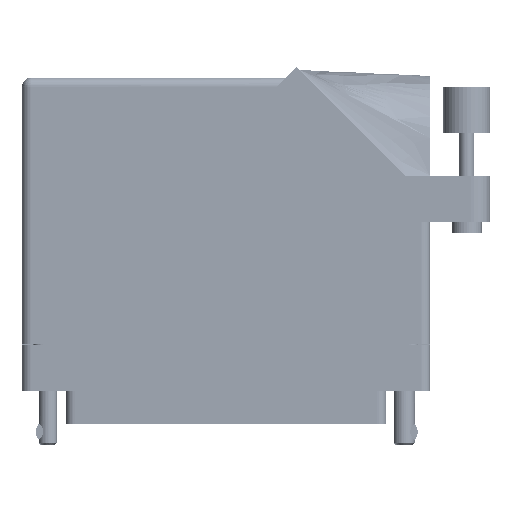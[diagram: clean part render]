
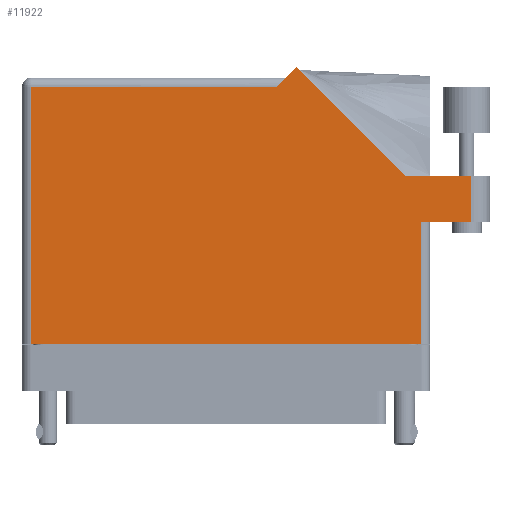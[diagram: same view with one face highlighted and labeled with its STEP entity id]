
A CAD part, front view. The second image highlights one B-rep face of the part: STEP entity #11922.
In plain terms, the highlighted face is planar.
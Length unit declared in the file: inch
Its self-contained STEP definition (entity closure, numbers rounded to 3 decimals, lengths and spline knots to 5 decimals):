
#162 = ORIENTED_EDGE ( 'NONE', *, *, #56105, .T. ) ;
#165 = VERTEX_POINT ( 'NONE', #82439 ) ;
#972 = EDGE_CURVE ( 'NONE', #76932, #165, #64054, .T. ) ;
#3366 = EDGE_CURVE ( 'NONE', #23159, #75326, #45581, .T. ) ;
#3556 = VECTOR ( 'NONE', #34549, 39.37008 ) ;
#4034 = CARTESIAN_POINT ( 'NONE',  ( -1.297, 1.613, 0.617 ) ) ;
#5466 = ORIENTED_EDGE ( 'NONE', *, *, #3366, .T. ) ;
#7377 = ORIENTED_EDGE ( 'NONE', *, *, #57239, .T. ) ;
#11574 = VECTOR ( 'NONE', #51544, 39.37008 ) ;
#11922 = ADVANCED_FACE ( 'NONE', ( #32847 ), #39650, .F. ) ;
#12539 = CARTESIAN_POINT ( 'NONE',  ( 1.634, 0.715, 0.617 ) ) ;
#12646 = DIRECTION ( 'NONE',  ( -0.707, 0.707, 0. ) ) ;
#12844 = DIRECTION ( 'NONE',  ( 1., 0., 0. ) ) ;
#13308 = CARTESIAN_POINT ( 'NONE',  ( -1.359, 1.675, 0.617 ) ) ;
#15896 = VERTEX_POINT ( 'NONE', #4034 ) ;
#16206 = EDGE_CURVE ( 'NONE', #45829, #38817, #21411, .T. ) ;
#16399 = ORIENTED_EDGE ( 'NONE', *, *, #16206, .T. ) ;
#21411 = LINE ( 'NONE', #66878, #3556 ) ;
#21758 = LINE ( 'NONE', #57399, #49163 ) ;
#22171 = VECTOR ( 'NONE', #70244, 39.37008 ) ;
#22715 = DIRECTION ( 'NONE',  ( -1., 0., 0. ) ) ;
#23159 = VERTEX_POINT ( 'NONE', #35154 ) ;
#25412 = CARTESIAN_POINT ( 'NONE',  ( 1.19342, 1.022, 0.617 ) ) ;
#26221 = ORIENTED_EDGE ( 'NONE', *, *, #42978, .T. ) ;
#27223 = CARTESIAN_POINT ( 'NONE',  ( -1.297, -0.1, 0.617 ) ) ;
#27236 = CARTESIAN_POINT ( 'NONE',  ( 0.46971, 1.74571, 0.617 ) ) ;
#30242 = VECTOR ( 'NONE', #36850, 39.37008 ) ;
#31852 = VERTEX_POINT ( 'NONE', #27223 ) ;
#32847 = FACE_OUTER_BOUND ( 'NONE', #39661, .T. ) ;
#33598 = ORIENTED_EDGE ( 'NONE', *, *, #64224, .T. ) ;
#34549 = DIRECTION ( 'NONE',  ( 0., 1., 0. ) ) ;
#35154 = CARTESIAN_POINT ( 'NONE',  ( 1.634, 1.022, 0.617 ) ) ;
#36850 = DIRECTION ( 'NONE',  ( -0.707, -0.707, 0. ) ) ;
#37850 = VERTEX_POINT ( 'NONE', #12539 ) ;
#37853 = DIRECTION ( 'NONE',  ( 0., -1., 0. ) ) ;
#38817 = VERTEX_POINT ( 'NONE', #61384 ) ;
#39239 = DIRECTION ( 'NONE',  ( -1., 0., 0. ) ) ;
#39650 = PLANE ( 'NONE',  #54092 ) ;
#39661 = EDGE_LOOP ( 'NONE', ( #70803, #33598, #5466, #83080, #77543, #26221, #162, #7377, #16399 ) ) ;
#42978 = EDGE_CURVE ( 'NONE', #165, #15896, #60970, .T. ) ;
#43654 = CARTESIAN_POINT ( 'NONE',  ( 0.399, 1.675, 0.617 ) ) ;
#44304 = LINE ( 'NONE', #77044, #22171 ) ;
#45155 = CARTESIAN_POINT ( 'NONE',  ( 1.759, 1.022, 0.617 ) ) ;
#45581 = LINE ( 'NONE', #45155, #11574 ) ;
#45829 = VERTEX_POINT ( 'NONE', #83514 ) ;
#46010 = DIRECTION ( 'NONE',  ( 0., 1., 0. ) ) ;
#47781 = CARTESIAN_POINT ( 'NONE',  ( -1.359, 1.613, 0.617 ) ) ;
#49163 = VECTOR ( 'NONE', #37853, 39.37008 ) ;
#51169 = DIRECTION ( 'NONE',  ( 0., 0., -1. ) ) ;
#51454 = EDGE_CURVE ( 'NONE', #38817, #37850, #83409, .T. ) ;
#51544 = DIRECTION ( 'NONE',  ( -1., 0., 0. ) ) ;
#51755 = LINE ( 'NONE', #25412, #60468 ) ;
#51829 = EDGE_CURVE ( 'NONE', #75326, #76932, #51755, .T. ) ;
#52384 = LINE ( 'NONE', #65559, #54016 ) ;
#54016 = VECTOR ( 'NONE', #46010, 39.37008 ) ;
#54092 = AXIS2_PLACEMENT_3D ( 'NONE', #13308, #51169, #39239 ) ;
#56105 = EDGE_CURVE ( 'NONE', #15896, #31852, #21758, .T. ) ;
#57239 = EDGE_CURVE ( 'NONE', #31852, #45829, #44304, .T. ) ;
#57399 = CARTESIAN_POINT ( 'NONE',  ( -1.297, -0.1, 0.617 ) ) ;
#60415 = VECTOR ( 'NONE', #12844, 39.37008 ) ;
#60468 = VECTOR ( 'NONE', #12646, 39.37008 ) ;
#60970 = LINE ( 'NONE', #47781, #77551 ) ;
#61384 = CARTESIAN_POINT ( 'NONE',  ( 1.297, 0.715, 0.617 ) ) ;
#64054 = LINE ( 'NONE', #43654, #30242 ) ;
#64224 = EDGE_CURVE ( 'NONE', #37850, #23159, #52384, .T. ) ;
#65559 = CARTESIAN_POINT ( 'NONE',  ( 1.634, 1.022, 0.617 ) ) ;
#66878 = CARTESIAN_POINT ( 'NONE',  ( 1.297, 0.715, 0.617 ) ) ;
#70244 = DIRECTION ( 'NONE',  ( 1., 0., 0. ) ) ;
#70803 = ORIENTED_EDGE ( 'NONE', *, *, #51454, .T. ) ;
#71076 = CARTESIAN_POINT ( 'NONE',  ( 1.359, 0.715, 0.617 ) ) ;
#71880 = CARTESIAN_POINT ( 'NONE',  ( 1.19342, 1.022, 0.617 ) ) ;
#75326 = VERTEX_POINT ( 'NONE', #71880 ) ;
#76932 = VERTEX_POINT ( 'NONE', #27236 ) ;
#77044 = CARTESIAN_POINT ( 'NONE',  ( -1.359, -0.1, 0.617 ) ) ;
#77543 = ORIENTED_EDGE ( 'NONE', *, *, #972, .T. ) ;
#77551 = VECTOR ( 'NONE', #22715, 39.37008 ) ;
#82439 = CARTESIAN_POINT ( 'NONE',  ( 0.337, 1.613, 0.617 ) ) ;
#83080 = ORIENTED_EDGE ( 'NONE', *, *, #51829, .T. ) ;
#83409 = LINE ( 'NONE', #71076, #60415 ) ;
#83514 = CARTESIAN_POINT ( 'NONE',  ( 1.297, -0.1, 0.617 ) ) ;
